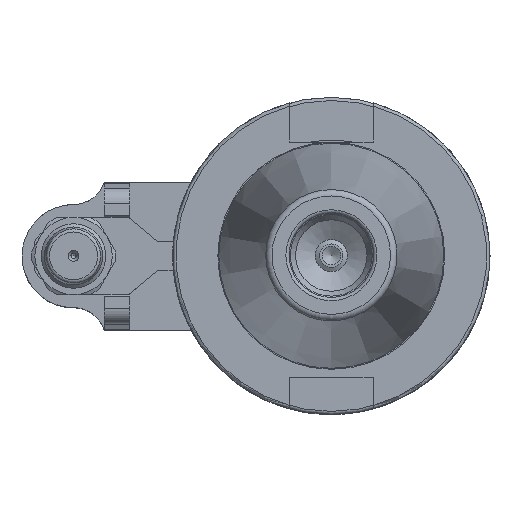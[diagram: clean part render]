
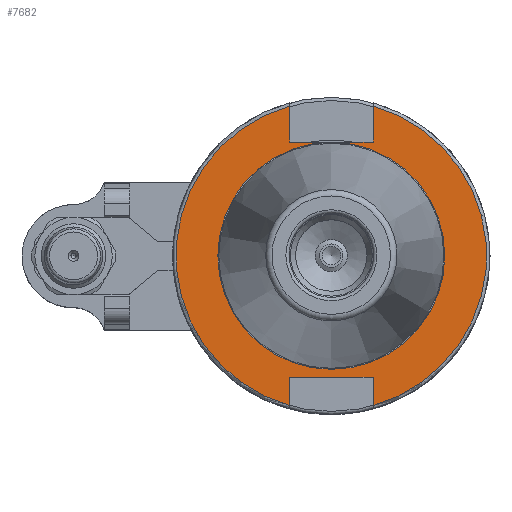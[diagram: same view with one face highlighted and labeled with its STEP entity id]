
A CAD part, top view. The second image highlights one B-rep face of the part: STEP entity #7682.
In plain terms, the highlighted planar face has unit normal (0, 0, 1).
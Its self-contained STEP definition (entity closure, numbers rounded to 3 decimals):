
#6396=CARTESIAN_POINT('',(12.955,35.31,-3.175));
#6397=VERTEX_POINT('',#6396);
#6404=CARTESIAN_POINT('',(12.955,46.439,-3.175));
#6405=VERTEX_POINT('',#6404);
#6406=CARTESIAN_POINT('',(12.955,46.439,-3.175));
#6407=DIRECTION('',(0.0,-1.0,0.0));
#6408=VECTOR('',#6407,11.129);
#6409=LINE('',#6406,#6408);
#6410=EDGE_CURVE('',#6405,#6397,#6409,.T.);
#6590=CARTESIAN_POINT('',(-12.955,46.439,-3.175));
#6591=VERTEX_POINT('',#6590);
#6605=CARTESIAN_POINT('',(-12.955,35.31,-3.175));
#6606=VERTEX_POINT('',#6605);
#6607=CARTESIAN_POINT('',(-12.955,35.31,-3.175));
#6608=DIRECTION('',(0.0,1.0,0.0));
#6609=VECTOR('',#6608,11.129);
#6610=LINE('',#6607,#6609);
#6611=EDGE_CURVE('',#6606,#6591,#6610,.T.);
#6636=CARTESIAN_POINT('',(12.955,35.31,-3.175));
#6637=DIRECTION('',(-1.0,0.0,0.0));
#6638=VECTOR('',#6637,25.91);
#6639=LINE('',#6636,#6638);
#6640=EDGE_CURVE('',#6397,#6606,#6639,.T.);
#6894=CARTESIAN_POINT('',(12.955,-46.439,-3.175));
#6895=VERTEX_POINT('',#6894);
#6896=CARTESIAN_POINT('',(0.,0.0,-3.175));
#6897=DIRECTION('',(0.0,0.0,-1.0));
#6898=DIRECTION('',(0.0,1.0,0.0));
#6899=AXIS2_PLACEMENT_3D('',#6896,#6897,#6898);
#6900=CIRCLE('',#6899,48.212);
#6901=EDGE_CURVE('',#6405,#6895,#6900,.T.);
#6987=CARTESIAN_POINT('',(-12.955,-37.72,-3.175));
#6988=VERTEX_POINT('',#6987);
#6995=CARTESIAN_POINT('',(-12.955,-46.439,-3.175));
#6996=VERTEX_POINT('',#6995);
#6997=CARTESIAN_POINT('',(-12.955,-46.439,-3.175));
#6998=DIRECTION('',(0.0,1.0,0.0));
#6999=VECTOR('',#6998,8.719);
#7000=LINE('',#6997,#6999);
#7001=EDGE_CURVE('',#6996,#6988,#7000,.T.);
#7103=CARTESIAN_POINT('',(12.955,-37.72,-3.175));
#7104=VERTEX_POINT('',#7103);
#7105=CARTESIAN_POINT('',(12.955,-37.72,-3.175));
#7106=DIRECTION('',(0.0,-1.0,0.0));
#7107=VECTOR('',#7106,8.719);
#7108=LINE('',#7105,#7107);
#7109=EDGE_CURVE('',#7104,#6895,#7108,.T.);
#7141=CARTESIAN_POINT('',(-12.955,-37.72,-3.175));
#7142=DIRECTION('',(1.0,0.0,0.0));
#7143=VECTOR('',#7142,25.91);
#7144=LINE('',#7141,#7143);
#7145=EDGE_CURVE('',#6988,#7104,#7144,.T.);
#7643=CARTESIAN_POINT('',(0.,35.225,-3.175));
#7644=VERTEX_POINT('',#7643);
#7645=CARTESIAN_POINT('',(0.,0.0,-3.175));
#7646=DIRECTION('',(0.0,0.0,-1.0));
#7647=DIRECTION('',(0.0,1.0,0.0));
#7648=AXIS2_PLACEMENT_3D('',#7645,#7646,#7647);
#7649=CIRCLE('',#7648,35.225);
#7650=EDGE_CURVE('',#7644,#7644,#7649,.T.);
#7658=CARTESIAN_POINT('',(0.,41.719,-3.175));
#7659=DIRECTION('',(0.0,0.0,1.0));
#7660=DIRECTION('',(1.0,0.0,0.0));
#7661=AXIS2_PLACEMENT_3D('',#7658,#7659,#7660);
#7662=PLANE('',#7661);
#7663=ORIENTED_EDGE('',*,*,#6611,.T.);
#7664=CARTESIAN_POINT('',(0.,0.0,-3.175));
#7665=DIRECTION('',(0.0,0.0,-1.0));
#7666=DIRECTION('',(0.0,1.0,0.0));
#7667=AXIS2_PLACEMENT_3D('',#7664,#7665,#7666);
#7668=CIRCLE('',#7667,48.212);
#7669=EDGE_CURVE('',#6996,#6591,#7668,.T.);
#7670=ORIENTED_EDGE('',*,*,#7669,.F.);
#7671=ORIENTED_EDGE('',*,*,#7001,.T.);
#7672=ORIENTED_EDGE('',*,*,#7145,.T.);
#7673=ORIENTED_EDGE('',*,*,#7109,.T.);
#7674=ORIENTED_EDGE('',*,*,#6901,.F.);
#7675=ORIENTED_EDGE('',*,*,#6410,.T.);
#7676=ORIENTED_EDGE('',*,*,#6640,.T.);
#7677=EDGE_LOOP('',(#7663,#7670,#7671,#7672,#7673,#7674,#7675,#7676));
#7678=FACE_OUTER_BOUND('',#7677,.T.);
#7679=ORIENTED_EDGE('',*,*,#7650,.T.);
#7680=EDGE_LOOP('',(#7679));
#7681=FACE_BOUND('',#7680,.T.);
#7682=ADVANCED_FACE('',(#7678,#7681),#7662,.T.);
